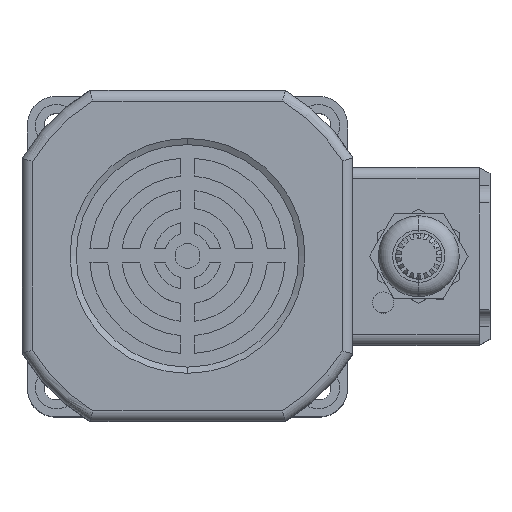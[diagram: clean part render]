
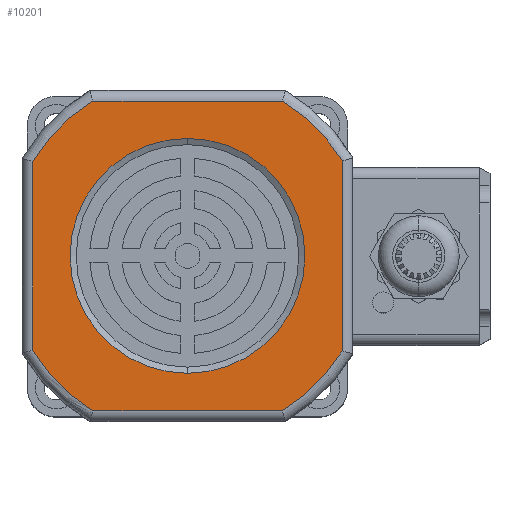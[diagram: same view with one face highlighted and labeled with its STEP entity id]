
A CAD part, top view. The second image highlights one B-rep face of the part: STEP entity #10201.
In plain terms, the highlighted face is planar.
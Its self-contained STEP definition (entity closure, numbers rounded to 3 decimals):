
#121 = VECTOR ( 'NONE', #2226, 1000. ) ;
#234 = AXIS2_PLACEMENT_3D ( 'NONE', #14597, #3063, #16440 ) ;
#982 = EDGE_LOOP ( 'NONE', ( #2421, #20853, #11348, #24690, #5330, #6627, #6488, #20143 ) ) ;
#2137 = AXIS2_PLACEMENT_3D ( 'NONE', #6811, #20164, #8791 ) ;
#2226 = DIRECTION ( 'NONE',  ( -1., 0., 0. ) ) ;
#2421 = ORIENTED_EDGE ( 'NONE', *, *, #5384, .T. ) ;
#2535 = CARTESIAN_POINT ( 'NONE',  ( 26.673, 0., -43.5 ) ) ;
#2962 = DIRECTION ( 'NONE',  ( 0., 0., -1. ) ) ;
#2979 = AXIS2_PLACEMENT_3D ( 'NONE', #17561, #6086, #19493 ) ;
#3063 = DIRECTION ( 'NONE',  ( 0., -1., 0. ) ) ;
#3470 = CIRCLE ( 'NONE', #2979, 51. ) ;
#3685 = AXIS2_PLACEMENT_3D ( 'NONE', #9905, #23058, #11857 ) ;
#3776 = VECTOR ( 'NONE', #2962, 1000. ) ;
#4247 = AXIS2_PLACEMENT_3D ( 'NONE', #10081, #23245, #12045 ) ;
#4353 = CARTESIAN_POINT ( 'NONE',  ( 0., 0., -33. ) ) ;
#4882 = FACE_OUTER_BOUND ( 'NONE', #982, .T. ) ;
#4889 = CARTESIAN_POINT ( 'NONE',  ( 0., 0., 33. ) ) ;
#5278 = VERTEX_POINT ( 'NONE', #2535 ) ;
#5330 = ORIENTED_EDGE ( 'NONE', *, *, #6408, .T. ) ;
#5384 = EDGE_CURVE ( 'NONE', #12666, #8431, #8917, .T. ) ;
#5386 = EDGE_CURVE ( 'NONE', #8431, #8451, #14036, .T. ) ;
#5628 = LINE ( 'NONE', #10711, #10885 ) ;
#5704 = EDGE_CURVE ( 'NONE', #8022, #12666, #3470, .T. ) ;
#5711 = EDGE_CURVE ( 'NONE', #14214, #18609, #18102, .T. ) ;
#5761 = CARTESIAN_POINT ( 'NONE',  ( 0.05, 0., 0. ) ) ;
#5845 = DIRECTION ( 'NONE',  ( 0., 0., 1. ) ) ;
#6086 = DIRECTION ( 'NONE',  ( 0., -1., 0. ) ) ;
#6141 = CARTESIAN_POINT ( 'NONE',  ( 43.5, 0., 26.705 ) ) ;
#6408 = EDGE_CURVE ( 'NONE', #15200, #11325, #5628, .T. ) ;
#6440 = EDGE_CURVE ( 'NONE', #11325, #23603, #24729, .T. ) ;
#6488 = ORIENTED_EDGE ( 'NONE', *, *, #9330, .T. ) ;
#6627 = ORIENTED_EDGE ( 'NONE', *, *, #6440, .T. ) ;
#6811 = CARTESIAN_POINT ( 'NONE',  ( 0.05, 0., 0. ) ) ;
#7347 = CARTESIAN_POINT ( 'NONE',  ( 43.5, 0., -26.705 ) ) ;
#7515 = CARTESIAN_POINT ( 'NONE',  ( -26.572, 0., 43.5 ) ) ;
#8003 = LINE ( 'NONE', #12963, #16951 ) ;
#8022 = VERTEX_POINT ( 'NONE', #7515 ) ;
#8182 = CIRCLE ( 'NONE', #9290, 33. ) ;
#8431 = VERTEX_POINT ( 'NONE', #10870 ) ;
#8451 = VERTEX_POINT ( 'NONE', #20256 ) ;
#8478 = EDGE_CURVE ( 'NONE', #8451, #5278, #8003, .T. ) ;
#8791 = DIRECTION ( 'NONE',  ( 0., 0., 1. ) ) ;
#8917 = LINE ( 'NONE', #14501, #3776 ) ;
#9290 = AXIS2_PLACEMENT_3D ( 'NONE', #11618, #24763, #13518 ) ;
#9293 = EDGE_CURVE ( 'NONE', #5278, #15200, #11680, .T. ) ;
#9323 = EDGE_LOOP ( 'NONE', ( #15479, #13795 ) ) ;
#9330 = EDGE_CURVE ( 'NONE', #23603, #8022, #15460, .T. ) ;
#9905 = CARTESIAN_POINT ( 'NONE',  ( 0.05, 0., 0. ) ) ;
#9993 = CARTESIAN_POINT ( 'NONE',  ( 0.05, 0., 43.5 ) ) ;
#10081 = CARTESIAN_POINT ( 'NONE',  ( 0., 0., 0. ) ) ;
#10201 = ADVANCED_FACE ( 'NONE', ( #4882, #23931 ), #15462, .F. ) ;
#10711 = CARTESIAN_POINT ( 'NONE',  ( 43.5, 0., 0. ) ) ;
#10870 = CARTESIAN_POINT ( 'NONE',  ( -43.5, 0., -26.54 ) ) ;
#10885 = VECTOR ( 'NONE', #12652, 1000. ) ;
#11325 = VERTEX_POINT ( 'NONE', #6141 ) ;
#11348 = ORIENTED_EDGE ( 'NONE', *, *, #8478, .T. ) ;
#11618 = CARTESIAN_POINT ( 'NONE',  ( 0., 0., 0. ) ) ;
#11680 = CIRCLE ( 'NONE', #3685, 51. ) ;
#11857 = DIRECTION ( 'NONE',  ( 0., 0., 1. ) ) ;
#12045 = DIRECTION ( 'NONE',  ( 0., 0., -1. ) ) ;
#12652 = DIRECTION ( 'NONE',  ( 0., 0., 1. ) ) ;
#12666 = VERTEX_POINT ( 'NONE', #18140 ) ;
#12963 = CARTESIAN_POINT ( 'NONE',  ( 0.05, 0., -43.5 ) ) ;
#13518 = DIRECTION ( 'NONE',  ( 0., 0., -1. ) ) ;
#13795 = ORIENTED_EDGE ( 'NONE', *, *, #14059, .F. ) ;
#14036 = CIRCLE ( 'NONE', #2137, 51. ) ;
#14059 = EDGE_CURVE ( 'NONE', #18609, #14214, #8182, .T. ) ;
#14214 = VERTEX_POINT ( 'NONE', #4353 ) ;
#14501 = CARTESIAN_POINT ( 'NONE',  ( -43.5, 0., 0. ) ) ;
#14597 = CARTESIAN_POINT ( 'NONE',  ( 0.05, 0., 0. ) ) ;
#15200 = VERTEX_POINT ( 'NONE', #7347 ) ;
#15460 = LINE ( 'NONE', #9993, #121 ) ;
#15462 = PLANE ( 'NONE',  #16349 ) ;
#15479 = ORIENTED_EDGE ( 'NONE', *, *, #5711, .F. ) ;
#16349 = AXIS2_PLACEMENT_3D ( 'NONE', #5761, #17338, #5845 ) ;
#16440 = DIRECTION ( 'NONE',  ( 0., 0., 1. ) ) ;
#16682 = DIRECTION ( 'NONE',  ( 1., 0., 0. ) ) ;
#16951 = VECTOR ( 'NONE', #16682, 1000. ) ;
#17338 = DIRECTION ( 'NONE',  ( 0., 1., 0. ) ) ;
#17561 = CARTESIAN_POINT ( 'NONE',  ( 0.05, 0., 0. ) ) ;
#18102 = CIRCLE ( 'NONE', #4247, 33. ) ;
#18140 = CARTESIAN_POINT ( 'NONE',  ( -43.5, 0., 26.54 ) ) ;
#18609 = VERTEX_POINT ( 'NONE', #4889 ) ;
#19493 = DIRECTION ( 'NONE',  ( 0., 0., 1. ) ) ;
#20143 = ORIENTED_EDGE ( 'NONE', *, *, #5704, .T. ) ;
#20164 = DIRECTION ( 'NONE',  ( 0., -1., 0. ) ) ;
#20256 = CARTESIAN_POINT ( 'NONE',  ( -26.572, 0., -43.5 ) ) ;
#20853 = ORIENTED_EDGE ( 'NONE', *, *, #5386, .T. ) ;
#22352 = CARTESIAN_POINT ( 'NONE',  ( 26.673, 0., 43.5 ) ) ;
#23058 = DIRECTION ( 'NONE',  ( 0., -1., 0. ) ) ;
#23245 = DIRECTION ( 'NONE',  ( 0., -1., 0. ) ) ;
#23603 = VERTEX_POINT ( 'NONE', #22352 ) ;
#23931 = FACE_BOUND ( 'NONE', #9323, .T. ) ;
#24690 = ORIENTED_EDGE ( 'NONE', *, *, #9293, .T. ) ;
#24729 = CIRCLE ( 'NONE', #234, 51. ) ;
#24763 = DIRECTION ( 'NONE',  ( 0., -1., 0. ) ) ;
